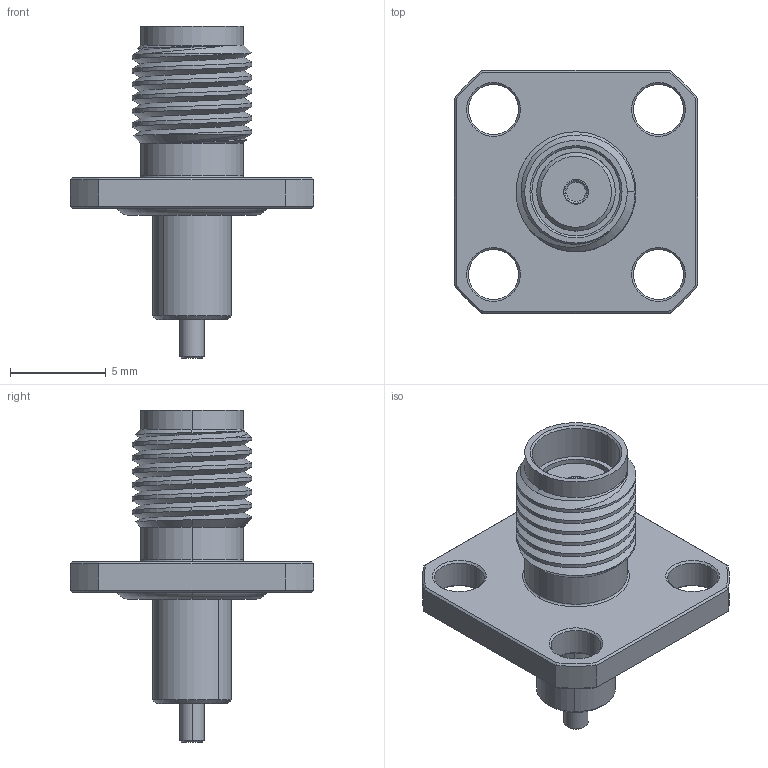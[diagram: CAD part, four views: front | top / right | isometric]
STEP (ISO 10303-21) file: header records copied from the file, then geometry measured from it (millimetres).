
FILE_DESCRIPTION (( 'STEP AP214' ), '1' );
FILE_NAME ('30-375-D3-5,8.STEP', '2024-08-12T08:25:34', ( '' ), ( '' ), 'SwSTEP 2.0', 'SolidWorks 2024', '' );
FILE_SCHEMA (( 'AUTOMOTIVE_DESIGN' ));
Length unit declared in the file: millimetre
Products named in the file (1): 30-375-D3-5,8
Bounding box: 12.7 x 12.7 x 17.3 mm (x, y, z)
Surface area: 955.8 mm2 (no closed solid volume)
Topology: 0 solids, 8 shells, 124 faces, 297 edges, 184 vertices
Faces by surface type: cylinder 43, cone 40, plane 27, torus 12, bspline 2
Entity records: 4397 total; most frequent: CARTESIAN_POINT 1550, DIRECTION 622, ORIENTED_EDGE 560, EDGE_CURVE 297, AXIS2_PLACEMENT_3D 257, VERTEX_POINT 184, EDGE_LOOP 140, CIRCLE 134
